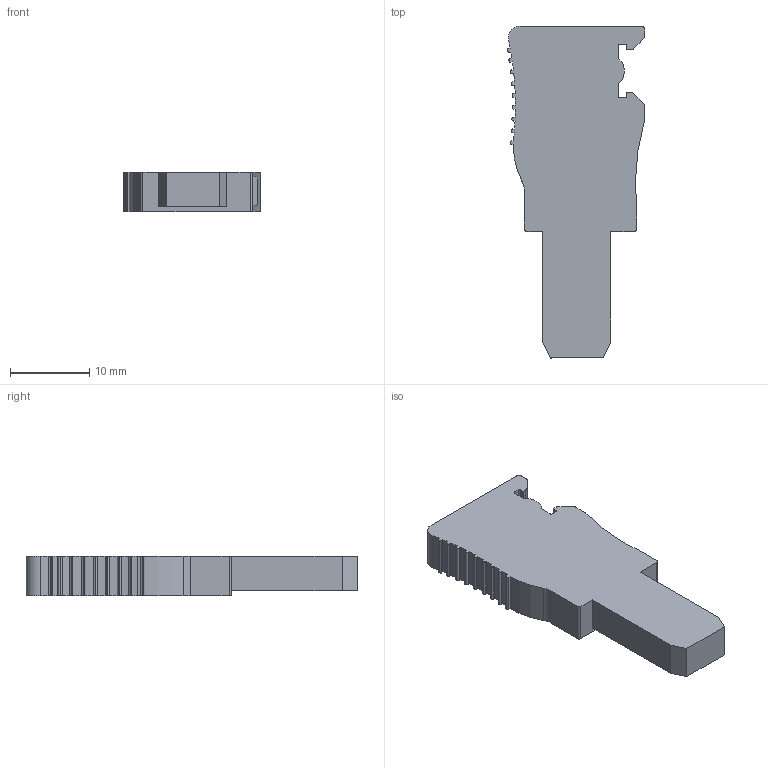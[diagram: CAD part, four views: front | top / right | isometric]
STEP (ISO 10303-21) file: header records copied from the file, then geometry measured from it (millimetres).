
FILE_DESCRIPTION (( 'STEP AP203' ), '1' );
FILE_NAME ('CX2.5PN.STEP', '2024-12-02T12:53:20', ( '' ), ( '' ), 'SwSTEP 2.0', 'SolidWorks 2022', '' );
FILE_SCHEMA (( 'CONFIG_CONTROL_DESIGN' ));
Length unit declared in the file: millimetre
Products named in the file (1): CX2.5PN
Bounding box: 17.36 x 42 x 5 mm (x, y, z)
Volume: 2531.9 mm3; surface area: 1677.9 mm2
Topology: 1 solids, 1 shells, 133 faces, 378 edges, 252 vertices
Faces by surface type: plane 71, cylinder 62
Entity records: 4447 total; most frequent: CARTESIAN_POINT 774, DIRECTION 773, ORIENTED_EDGE 758, EDGE_CURVE 379, AXIS2_PLACEMENT_3D 262, VERTEX_POINT 252, LINE 249, VECTOR 249
